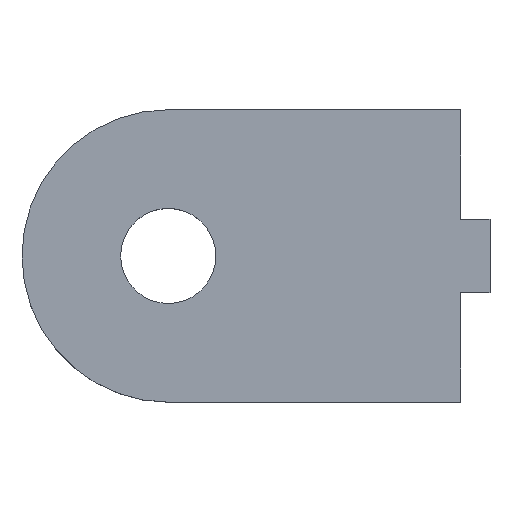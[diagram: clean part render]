
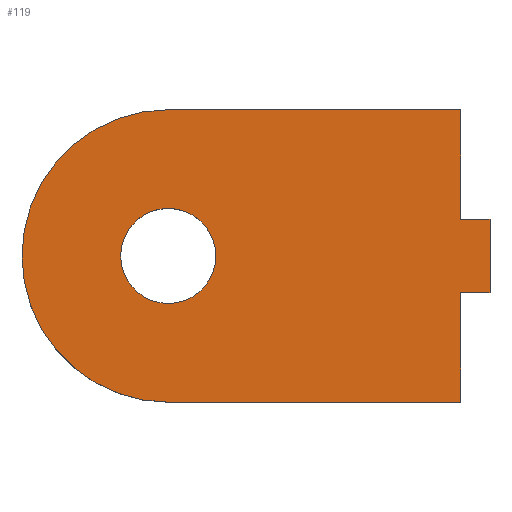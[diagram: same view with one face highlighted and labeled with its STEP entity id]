
A CAD part, top view. The second image highlights one B-rep face of the part: STEP entity #119.
In plain terms, the highlighted planar face has unit normal (0, 0, 1).
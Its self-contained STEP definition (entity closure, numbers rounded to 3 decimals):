
#1 = DIRECTION ( 'NONE',  ( 0., -1., 0. ) ) ;
#9 = EDGE_CURVE ( 'NONE', #307, #233, #56, .T. ) ;
#18 = CARTESIAN_POINT ( 'NONE',  ( -656.773, 1048.094, 0. ) ) ;
#19 = AXIS2_PLACEMENT_3D ( 'NONE', #77, #216, #420 ) ;
#21 = DIRECTION ( 'NONE',  ( 1., 0., 0. ) ) ;
#23 = VERTEX_POINT ( 'NONE', #421 ) ;
#36 = VECTOR ( 'NONE', #324, 1000. ) ;
#39 = LINE ( 'NONE', #139, #354 ) ;
#40 = CARTESIAN_POINT ( 'NONE',  ( -654.773, 1035.594, 0. ) ) ;
#42 = DIRECTION ( 'NONE',  ( 0., -1., 0. ) ) ;
#48 = EDGE_CURVE ( 'NONE', #93, #23, #298, .T. ) ;
#49 = ORIENTED_EDGE ( 'NONE', *, *, #441, .T. ) ;
#55 = CARTESIAN_POINT ( 'NONE',  ( -656.773, 1028.094, 0. ) ) ;
#56 = LINE ( 'NONE', #18, #122 ) ;
#65 = ORIENTED_EDGE ( 'NONE', *, *, #445, .F. ) ;
#69 = CARTESIAN_POINT ( 'NONE',  ( -656.773, 1040.594, 0. ) ) ;
#77 = CARTESIAN_POINT ( 'NONE',  ( -676.773, 1038.094, 0. ) ) ;
#80 = EDGE_CURVE ( 'NONE', #431, #123, #229, .T. ) ;
#86 = ORIENTED_EDGE ( 'NONE', *, *, #48, .T. ) ;
#89 = DIRECTION ( 'NONE',  ( 1., 0., 0. ) ) ;
#93 = VERTEX_POINT ( 'NONE', #370 ) ;
#98 = AXIS2_PLACEMENT_3D ( 'NONE', #287, #358, #117 ) ;
#113 = CARTESIAN_POINT ( 'NONE',  ( -656.773, 1048.094, 0. ) ) ;
#116 = CIRCLE ( 'NONE', #310, 10. ) ;
#117 = DIRECTION ( 'NONE',  ( -1., 0., 0. ) ) ;
#119 = ADVANCED_FACE ( 'NONE', ( #376, #155 ), #344, .T. ) ;
#120 = ORIENTED_EDGE ( 'NONE', *, *, #343, .T. ) ;
#122 = VECTOR ( 'NONE', #21, 1000. ) ;
#123 = VERTEX_POINT ( 'NONE', #158 ) ;
#126 = VERTEX_POINT ( 'NONE', #263 ) ;
#139 = CARTESIAN_POINT ( 'NONE',  ( -654.773, 1035.594, 0. ) ) ;
#155 = FACE_BOUND ( 'NONE', #163, .T. ) ;
#156 = VERTEX_POINT ( 'NONE', #309 ) ;
#158 = CARTESIAN_POINT ( 'NONE',  ( -676.773, 1028.094, 0. ) ) ;
#163 = EDGE_LOOP ( 'NONE', ( #49, #86 ) ) ;
#165 = ORIENTED_EDGE ( 'NONE', *, *, #80, .F. ) ;
#173 = CARTESIAN_POINT ( 'NONE',  ( -656.773, 1048.094, 0. ) ) ;
#213 = CARTESIAN_POINT ( 'NONE',  ( -654.773, 1040.594, 0. ) ) ;
#214 = CARTESIAN_POINT ( 'NONE',  ( -656.773, 1048.094, 0. ) ) ;
#216 = DIRECTION ( 'NONE',  ( 0., 0., -1. ) ) ;
#220 = EDGE_CURVE ( 'NONE', #156, #401, #321, .T. ) ;
#226 = DIRECTION ( 'NONE',  ( -1., 0., 0. ) ) ;
#229 = LINE ( 'NONE', #55, #381 ) ;
#233 = VERTEX_POINT ( 'NONE', #173 ) ;
#234 = CARTESIAN_POINT ( 'NONE',  ( -676.773, 1038.094, 0. ) ) ;
#237 = EDGE_CURVE ( 'NONE', #401, #126, #39, .T. ) ;
#247 = EDGE_CURVE ( 'NONE', #123, #307, #116, .T. ) ;
#263 = CARTESIAN_POINT ( 'NONE',  ( -656.773, 1035.594, 0. ) ) ;
#266 = ORIENTED_EDGE ( 'NONE', *, *, #237, .F. ) ;
#269 = VECTOR ( 'NONE', #42, 1000. ) ;
#277 = LINE ( 'NONE', #214, #322 ) ;
#287 = CARTESIAN_POINT ( 'NONE',  ( -676.773, 1038.094, 0. ) ) ;
#288 = VECTOR ( 'NONE', #1, 1000. ) ;
#295 = VERTEX_POINT ( 'NONE', #69 ) ;
#298 = CIRCLE ( 'NONE', #98, 3.25 ) ;
#307 = VERTEX_POINT ( 'NONE', #418 ) ;
#309 = CARTESIAN_POINT ( 'NONE',  ( -654.773, 1040.594, 0. ) ) ;
#310 = AXIS2_PLACEMENT_3D ( 'NONE', #353, #323, #416 ) ;
#317 = DIRECTION ( 'NONE',  ( -1., 0., 0. ) ) ;
#321 = LINE ( 'NONE', #350, #288 ) ;
#322 = VECTOR ( 'NONE', #388, 1000. ) ;
#323 = DIRECTION ( 'NONE',  ( 0., 0., -1. ) ) ;
#324 = DIRECTION ( 'NONE',  ( -1., 0., 0. ) ) ;
#326 = ORIENTED_EDGE ( 'NONE', *, *, #387, .F. ) ;
#337 = EDGE_LOOP ( 'NONE', ( #326, #423, #374, #165, #65, #266, #404, #120 ) ) ;
#343 = EDGE_CURVE ( 'NONE', #156, #295, #383, .T. ) ;
#344 = PLANE ( 'NONE',  #349 ) ;
#349 = AXIS2_PLACEMENT_3D ( 'NONE', #234, #400, #89 ) ;
#350 = CARTESIAN_POINT ( 'NONE',  ( -654.773, 1035.594, 0. ) ) ;
#353 = CARTESIAN_POINT ( 'NONE',  ( -676.773, 1038.094, 0. ) ) ;
#354 = VECTOR ( 'NONE', #317, 1000. ) ;
#355 = LINE ( 'NONE', #113, #269 ) ;
#358 = DIRECTION ( 'NONE',  ( 0., 0., -1. ) ) ;
#370 = CARTESIAN_POINT ( 'NONE',  ( -680.023, 1038.094, 0. ) ) ;
#374 = ORIENTED_EDGE ( 'NONE', *, *, #247, .F. ) ;
#376 = FACE_OUTER_BOUND ( 'NONE', #337, .T. ) ;
#381 = VECTOR ( 'NONE', #226, 1000. ) ;
#383 = LINE ( 'NONE', #213, #36 ) ;
#387 = EDGE_CURVE ( 'NONE', #233, #295, #277, .T. ) ;
#388 = DIRECTION ( 'NONE',  ( 0., -1., 0. ) ) ;
#399 = CIRCLE ( 'NONE', #19, 3.25 ) ;
#400 = DIRECTION ( 'NONE',  ( 0., 0., 1. ) ) ;
#401 = VERTEX_POINT ( 'NONE', #40 ) ;
#404 = ORIENTED_EDGE ( 'NONE', *, *, #220, .F. ) ;
#416 = DIRECTION ( 'NONE',  ( 1., 0., 0. ) ) ;
#418 = CARTESIAN_POINT ( 'NONE',  ( -676.773, 1048.094, 0. ) ) ;
#420 = DIRECTION ( 'NONE',  ( -1., 0., 0. ) ) ;
#421 = CARTESIAN_POINT ( 'NONE',  ( -673.523, 1038.094, 0. ) ) ;
#423 = ORIENTED_EDGE ( 'NONE', *, *, #9, .F. ) ;
#424 = CARTESIAN_POINT ( 'NONE',  ( -656.773, 1028.094, 0. ) ) ;
#431 = VERTEX_POINT ( 'NONE', #424 ) ;
#441 = EDGE_CURVE ( 'NONE', #23, #93, #399, .T. ) ;
#445 = EDGE_CURVE ( 'NONE', #126, #431, #355, .T. ) ;
